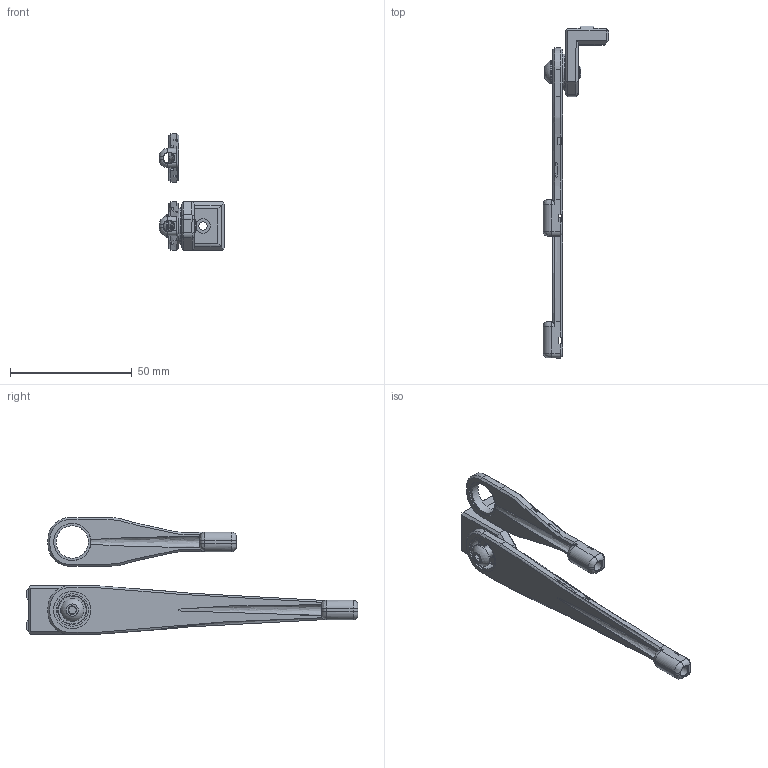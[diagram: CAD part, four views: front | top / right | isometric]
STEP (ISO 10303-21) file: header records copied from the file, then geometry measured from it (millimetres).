
FILE_DESCRIPTION(/* description */ (''),/* implementation_level */ '2;1');
FILE_NAME(/* name */ 'galvanic_bowden_arm v1.step',/* time_stamp */ '2025-05-28T13:48:49-05:00',/* author */ (''),/* organization */ (''),/* preprocessor_version */ 'ST-DEVELOPER v20.1',/* originating_system */ 'Autodesk Translation Framework v14.10.0.0',/* authorisation */ '');
FILE_SCHEMA (('AUTOMOTIVE_DESIGN { 1 0 10303 214 3 1 1 }'));
Length unit declared in the file: millimetre
Products named in the file (6): Bowden_Guide V2; Long Arm Bearing; Low_Mount_Bearing; F695 Bearing; M5x16 BHCS; Short_Arm_Bearing
Assembly tree (5 placements, depth 2):
  Bowden_Guide V2
    Long Arm Bearing
    Low_Mount_Bearing
    F695 Bearing
    M5x16 BHCS
    Short_Arm_Bearing
Bounding box: 27 x 136.5 x 48 mm (x, y, z)
Volume: 13915.9 mm3; surface area: 11489.7 mm2
Topology: 5 solids, 5 shells, 233 faces, 583 edges, 354 vertices
Faces by surface type: plane 123, cylinder 42, cone 38, bspline 29, sphere 1
Full cylindrical faces by diameter (mm): 1.2 x4, 3.4 x1, 4.4 x2, 4.65 x1, 5 x2, 6 x1, 6.5 x2, 9.5 x1, 11.5 x2, 13 x1, 13.3 x2, 15 x1, 15.3 x2
Entity records: 9477 total; most frequent: CARTESIAN_POINT 3911, ORIENTED_EDGE 1162, DIRECTION 1044, EDGE_CURVE 581, VERTEX_POINT 353, LINE 350, VECTOR 350, AXIS2_PLACEMENT_3D 347
